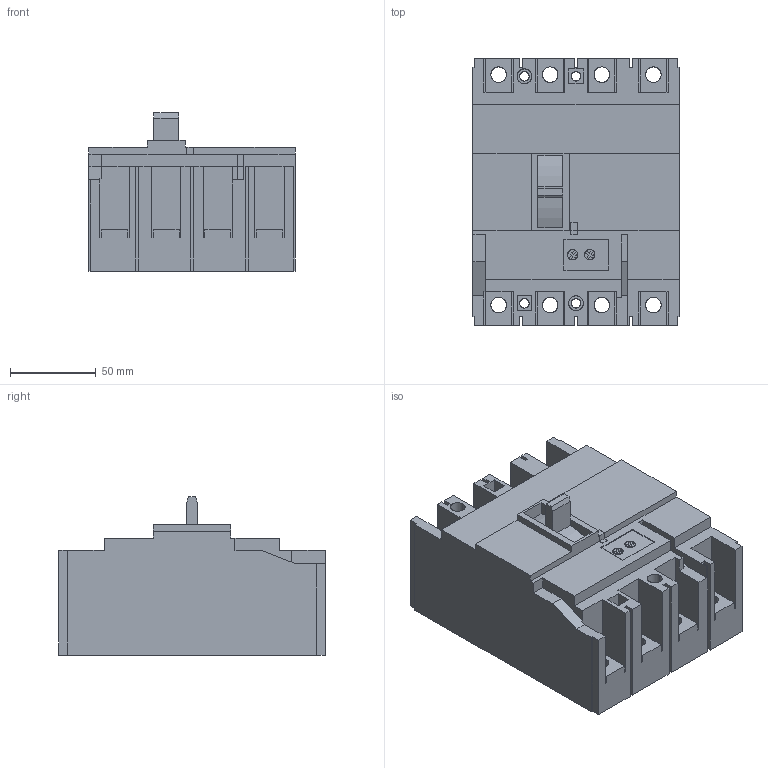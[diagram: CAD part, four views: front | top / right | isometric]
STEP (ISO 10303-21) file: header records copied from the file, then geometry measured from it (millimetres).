
FILE_DESCRIPTION(('FreeCAD Model'),'2;1');
FILE_NAME('S125 4P FC.stp', '2019-08-21T10:41:13',('Author'),(''), 'Open CASCADE STEP processor 7.2','FreeCAD','Unknown');
FILE_SCHEMA(('AUTOMOTIVE_DESIGN { 1 0 10303 214 1 1 1 1 }'));
Length unit declared in the file: millimetre
Products named in the file (2): S125_4P_FC001; S125_4P_FC
Bounding box: 120 x 155 x 92 mm (x, y, z)
Surface area: 122289.6 mm2 (no closed solid volume)
Topology: 0 solids, 271 shells, 271 faces, 3006 edges, 3006 vertices
Faces by surface type: bspline 215, revolution 56
Entity records: 49250 total; most frequent: CARTESIAN_POINT 17869, B_SPLINE_CURVE_WITH_KNOTS 4630, ORIENTED_EDGE 3006, EDGE_CURVE 3006, VERTEX_POINT 3006, SURFACE_CURVE 3006, PCURVE 3006, DEFINITIONAL_REPRESENTATION 3006
